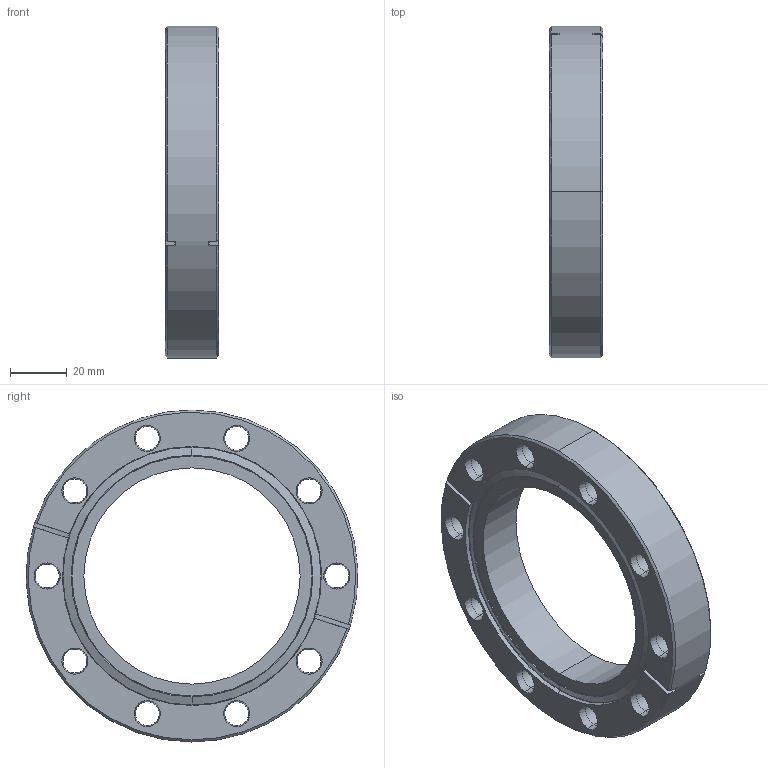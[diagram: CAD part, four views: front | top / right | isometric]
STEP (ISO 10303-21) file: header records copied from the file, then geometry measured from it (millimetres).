
FILE_DESCRIPTION (( 'STEP AP203' ), '1' );
FILE_NAME ('140024_A.STEP', '2024-04-03T02:37:25', ( '' ), ( '' ), 'SwSTEP 2.0', 'SolidWorks 2022', '' );
FILE_SCHEMA (( 'CONFIG_CONTROL_DESIGN' ));
Length unit declared in the file: inch
Products named in the file (1): 140024_A
Bounding box: 19.05 x 117.26 x 117.35 mm (x, y, z)
Volume: 102113.5 mm3; surface area: 28515.5 mm2
Topology: 1 solids, 1 shells, 112 faces, 268 edges, 158 vertices
Faces by surface type: cone 50, cylinder 36, plane 14, torus 12
Entity records: 3385 total; most frequent: DIRECTION 628, CARTESIAN_POINT 587, ORIENTED_EDGE 536, EDGE_CURVE 268, AXIS2_PLACEMENT_3D 263, VERTEX_POINT 158, CIRCLE 150, EDGE_LOOP 134
